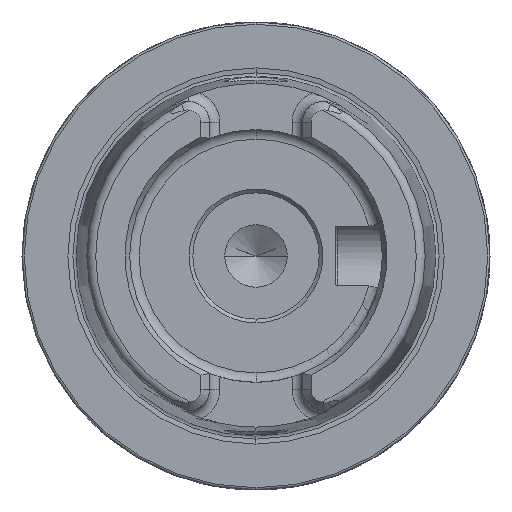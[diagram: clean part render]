
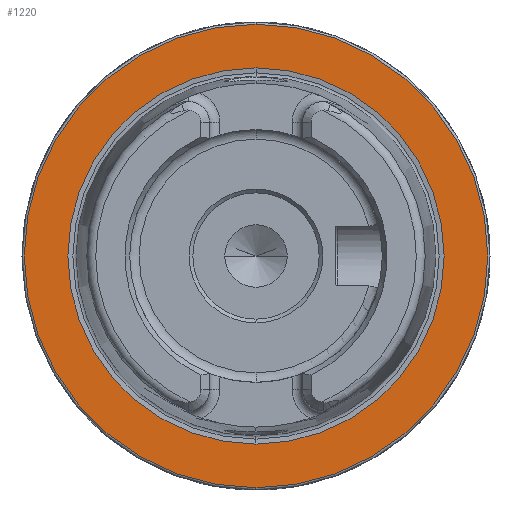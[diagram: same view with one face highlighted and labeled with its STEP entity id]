
A CAD part, left-side view. The second image highlights one B-rep face of the part: STEP entity #1220.
In plain terms, the highlighted planar face has unit normal (-1, 0, 0).
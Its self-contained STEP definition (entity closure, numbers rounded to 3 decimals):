
#858 = AXIS2_PLACEMENT_3D ( 'NONE', #7187, #7194, #7195 ) ;
#1220 = ADVANCED_FACE ( 'NONE', ( #4785, #4769 ), #7192, .F. ) ;
#2761 = CARTESIAN_POINT ( 'NONE',  ( 0., 0., -25.324 ) ) ;
#2765 = CARTESIAN_POINT ( 'NONE',  ( 0., 0., 25.324 ) ) ;
#2767 = CARTESIAN_POINT ( 'NONE',  ( 0., 0., 31.2 ) ) ;
#2768 = CARTESIAN_POINT ( 'NONE',  ( 0., 0., -31.2 ) ) ;
#3339 = CARTESIAN_POINT ( 'NONE',  ( 0., 0., 0. ) ) ;
#3340 = DIRECTION ( 'NONE',  ( -1., 0., 0. ) ) ;
#3341 = DIRECTION ( 'NONE',  ( 0., 0., 1. ) ) ;
#3342 = CARTESIAN_POINT ( 'NONE',  ( 0., 0., 0. ) ) ;
#3343 = DIRECTION ( 'NONE',  ( -1., 0., 0. ) ) ;
#3344 = DIRECTION ( 'NONE',  ( 0., 0., 1. ) ) ;
#3828 = CIRCLE ( 'NONE', #10022, 25.324 ) ;
#3832 = CIRCLE ( 'NONE', #10021, 31.2 ) ;
#4769 = FACE_OUTER_BOUND ( 'NONE', #8093, .T. ) ;
#4785 = FACE_BOUND ( 'NONE', #8094, .T. ) ;
#5976 = CARTESIAN_POINT ( 'NONE',  ( 0., 0., 0. ) ) ;
#5977 = DIRECTION ( 'NONE',  ( -1., 0., 0. ) ) ;
#5978 = DIRECTION ( 'NONE',  ( 0., 0., 1. ) ) ;
#5985 = CARTESIAN_POINT ( 'NONE',  ( 0., 0., 0. ) ) ;
#5986 = DIRECTION ( 'NONE',  ( -1., 0., 0. ) ) ;
#5987 = DIRECTION ( 'NONE',  ( 0., 0., 1. ) ) ;
#6294 = CIRCLE ( 'NONE', #10136, 25.324 ) ;
#6303 = CIRCLE ( 'NONE', #10139, 31.2 ) ;
#7109 = VERTEX_POINT ( 'NONE', #2761 ) ;
#7113 = VERTEX_POINT ( 'NONE', #2765 ) ;
#7115 = VERTEX_POINT ( 'NONE', #2767 ) ;
#7116 = VERTEX_POINT ( 'NONE', #2768 ) ;
#7187 = CARTESIAN_POINT ( 'NONE',  ( 0., 31.2, 0. ) ) ;
#7192 = PLANE ( 'NONE',  #858 ) ;
#7194 = DIRECTION ( 'NONE',  ( 1., 0., 0. ) ) ;
#7195 = DIRECTION ( 'NONE',  ( 0., 0., -1. ) ) ;
#7533 = EDGE_CURVE ( 'NONE', #7116, #7115, #3832, .T. ) ;
#7534 = EDGE_CURVE ( 'NONE', #7113, #7109, #3828, .T. ) ;
#7898 = EDGE_CURVE ( 'NONE', #7109, #7113, #6294, .T. ) ;
#7902 = EDGE_CURVE ( 'NONE', #7115, #7116, #6303, .T. ) ;
#8093 = EDGE_LOOP ( 'NONE', ( #11342, #11343 ) ) ;
#8094 = EDGE_LOOP ( 'NONE', ( #11340, #11341 ) ) ;
#10021 = AXIS2_PLACEMENT_3D ( 'NONE', #3339, #3340, #3341 ) ;
#10022 = AXIS2_PLACEMENT_3D ( 'NONE', #3342, #3343, #3344 ) ;
#10136 = AXIS2_PLACEMENT_3D ( 'NONE', #5976, #5977, #5978 ) ;
#10139 = AXIS2_PLACEMENT_3D ( 'NONE', #5985, #5986, #5987 ) ;
#11340 = ORIENTED_EDGE ( 'NONE', *, *, #7534, .F. ) ;
#11341 = ORIENTED_EDGE ( 'NONE', *, *, #7898, .F. ) ;
#11342 = ORIENTED_EDGE ( 'NONE', *, *, #7902, .T. ) ;
#11343 = ORIENTED_EDGE ( 'NONE', *, *, #7533, .T. ) ;
